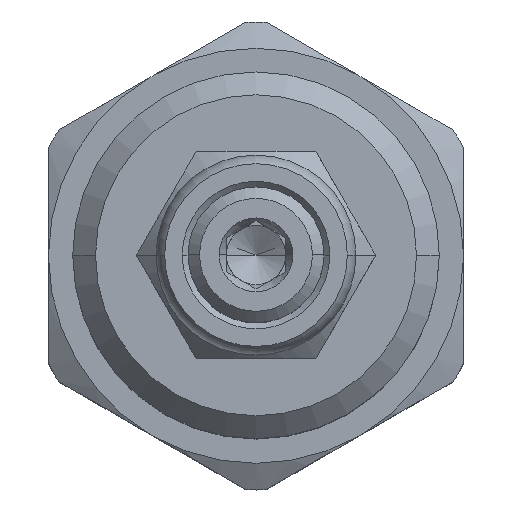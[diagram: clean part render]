
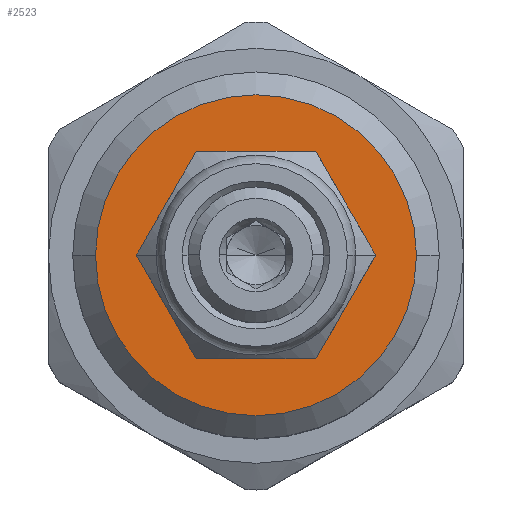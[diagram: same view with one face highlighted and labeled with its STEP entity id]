
A CAD part, top view. The second image highlights one B-rep face of the part: STEP entity #2523.
In plain terms, the highlighted planar face has unit normal (0, 0, 1).
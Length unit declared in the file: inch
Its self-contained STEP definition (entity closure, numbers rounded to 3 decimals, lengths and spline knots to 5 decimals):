
#244=CARTESIAN_POINT('',(0.,0.,1.684));
#245=DIRECTION('',(0.,0.,1.));
#246=DIRECTION('',(-1.,0.,0.));
#247=AXIS2_PLACEMENT_3D('',#244,#245,#246);
#249=CARTESIAN_POINT('',(0.,0.,1.684));
#250=DIRECTION('',(0.,0.,1.));
#251=DIRECTION('',(1.,0.,0.));
#252=AXIS2_PLACEMENT_3D('',#249,#250,#251);
#254=CARTESIAN_POINT('',(0.,0.,1.684));
#255=DIRECTION('',(0.,0.,1.));
#256=DIRECTION('',(-1.,0.,0.));
#257=AXIS2_PLACEMENT_3D('',#254,#255,#256);
#272=CARTESIAN_POINT('',(0.,0.,1.684));
#273=DIRECTION('',(0.,0.,-1.));
#274=DIRECTION('',(-1.,0.,0.));
#275=AXIS2_PLACEMENT_3D('',#272,#273,#274);
#2013=CARTESIAN_POINT('',(-0.435,0.,1.684));
#2014=CARTESIAN_POINT('',(0.435,0.,1.684));
#2015=VERTEX_POINT('',#2013);
#2016=VERTEX_POINT('',#2014);
#2155=CARTESIAN_POINT('',(-0.271,0.,1.684));
#2156=CARTESIAN_POINT('',(0.271,0.,1.684));
#2157=VERTEX_POINT('',#2155);
#2158=VERTEX_POINT('',#2156);
#2507=CARTESIAN_POINT('',(0.,0.,1.684));
#2508=DIRECTION('',(0.,0.,-1.));
#2509=DIRECTION('',(1.,0.,0.));
#2510=AXIS2_PLACEMENT_3D('',#2507,#2508,#2509);
#2511=PLANE('',#2510);
#2513=ORIENTED_EDGE('',*,*,#2512,.F.);
#2515=ORIENTED_EDGE('',*,*,#2514,.T.);
#2516=EDGE_LOOP('',(#2513,#2515));
#2517=FACE_OUTER_BOUND('',#2516,.F.);
#2519=ORIENTED_EDGE('',*,*,#2518,.T.);
#2520=ORIENTED_EDGE('',*,*,#2497,.T.);
#2521=EDGE_LOOP('',(#2519,#2520));
#2522=FACE_BOUND('',#2521,.F.);
#2523=ADVANCED_FACE('',(#2517,#2522),#2511,.F.);
#248=CIRCLE('',#247,0.271);
#253=CIRCLE('',#252,0.271);
#258=CIRCLE('',#257,0.435);
#276=CIRCLE('',#275,0.435);
#2497=EDGE_CURVE('',#2158,#2157,#253,.T.);
#2512=EDGE_CURVE('',#2015,#2016,#258,.T.);
#2514=EDGE_CURVE('',#2015,#2016,#276,.T.);
#2518=EDGE_CURVE('',#2157,#2158,#248,.T.);
